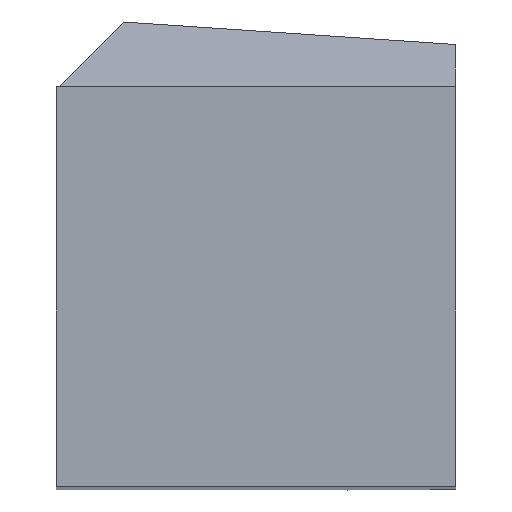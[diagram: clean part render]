
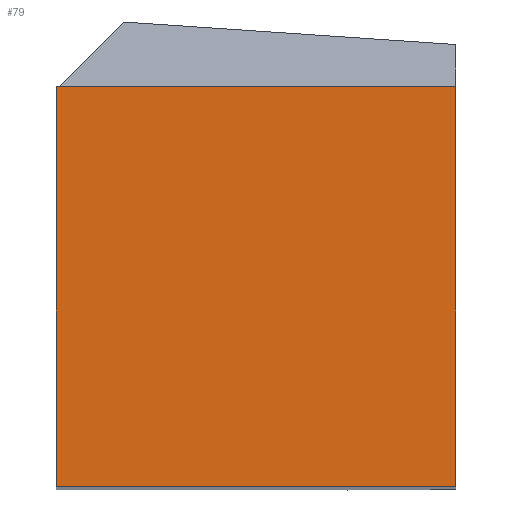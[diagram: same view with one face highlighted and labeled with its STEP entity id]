
A CAD part, top view. The second image highlights one B-rep face of the part: STEP entity #79.
In plain terms, the highlighted planar face has unit normal (0, 0, 1).
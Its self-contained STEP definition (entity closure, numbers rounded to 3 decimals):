
#79=ADVANCED_FACE('',(#133),#110,.T.);
#110=PLANE('',#631);
#133=FACE_OUTER_BOUND('',#161,.T.);
#161=EDGE_LOOP('',(#272,#273,#274,#275));
#272=ORIENTED_EDGE('',*,*,#452,.F.);
#273=ORIENTED_EDGE('',*,*,#430,.F.);
#274=ORIENTED_EDGE('',*,*,#451,.F.);
#275=ORIENTED_EDGE('',*,*,#422,.F.);
#369=VERTEX_POINT('',#849);
#370=VERTEX_POINT('',#851);
#376=VERTEX_POINT('',#866);
#377=VERTEX_POINT('',#868);
#422=EDGE_CURVE('',#369,#370,#498,.T.);
#430=EDGE_CURVE('',#376,#377,#506,.T.);
#451=EDGE_CURVE('',#370,#376,#527,.T.);
#452=EDGE_CURVE('',#377,#369,#528,.T.);
#498=LINE('',#850,#561);
#506=LINE('',#867,#569);
#527=LINE('',#906,#590);
#528=LINE('',#908,#591);
#561=VECTOR('',#682,1.);
#569=VECTOR('',#694,1.);
#590=VECTOR('',#731,1.);
#591=VECTOR('',#734,1.);
#631=AXIS2_PLACEMENT_3D('',#910,#737,#738);
#682=DIRECTION('',(0.,-1.,0.));
#694=DIRECTION('',(0.,1.,0.));
#731=DIRECTION('',(-1.,0.,0.));
#734=DIRECTION('',(1.,0.,0.));
#737=DIRECTION('',(0.,0.,1.));
#738=DIRECTION('',(1.,0.,0.));
#849=CARTESIAN_POINT('',(32.,32.,0.));
#850=CARTESIAN_POINT('',(32.,32.,0.));
#851=CARTESIAN_POINT('',(32.,0.,0.));
#866=CARTESIAN_POINT('',(0.,0.,0.));
#867=CARTESIAN_POINT('',(0.,0.,0.));
#868=CARTESIAN_POINT('',(0.,32.,0.));
#906=CARTESIAN_POINT('',(32.,0.,0.));
#908=CARTESIAN_POINT('',(0.,32.,0.));
#910=CARTESIAN_POINT('',(16.,16.,0.));
